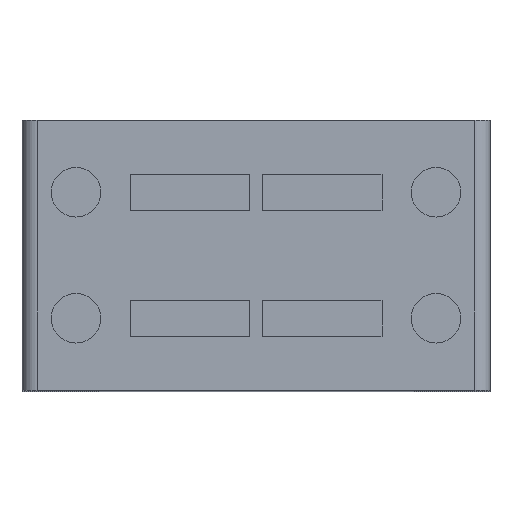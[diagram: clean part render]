
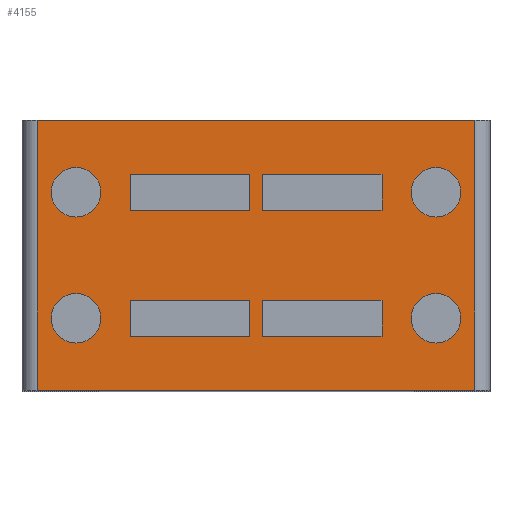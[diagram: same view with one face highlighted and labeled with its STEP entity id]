
A CAD part, top view. The second image highlights one B-rep face of the part: STEP entity #4155.
In plain terms, the highlighted planar face has unit normal (0, 0, 1).
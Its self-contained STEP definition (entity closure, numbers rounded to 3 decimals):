
#939=CARTESIAN_POINT('',(6.,7.75,74.5));
#940=VERTEX_POINT('',#939);
#947=CARTESIAN_POINT('',(6.,2.25,74.5));
#948=VERTEX_POINT('',#947);
#949=CARTESIAN_POINT('',(6.,5.,74.5));
#950=DIRECTION('',(0.,-0.,-1.));
#951=DIRECTION('',(0.,-1.,0.));
#952=AXIS2_PLACEMENT_3D('',#949,#950,#951);
#953=CIRCLE('',#952,2.75);
#954=EDGE_CURVE('',#948,#940,#953,.T.);
#982=CARTESIAN_POINT('',(6.,-6.25,74.5));
#983=VERTEX_POINT('',#982);
#990=CARTESIAN_POINT('',(6.,-11.75,74.5));
#991=VERTEX_POINT('',#990);
#992=CARTESIAN_POINT('',(6.,-9.,74.5));
#993=DIRECTION('',(0.,-0.,-1.));
#994=DIRECTION('',(0.,-1.,0.));
#995=AXIS2_PLACEMENT_3D('',#992,#993,#994);
#996=CIRCLE('',#995,2.75);
#997=EDGE_CURVE('',#991,#983,#996,.T.);
#1025=CARTESIAN_POINT('',(46.,7.75,74.5));
#1026=VERTEX_POINT('',#1025);
#1033=CARTESIAN_POINT('',(46.,2.25,74.5));
#1034=VERTEX_POINT('',#1033);
#1035=CARTESIAN_POINT('',(46.,5.,74.5));
#1036=DIRECTION('',(0.,-0.,-1.));
#1037=DIRECTION('',(0.,-1.,0.));
#1038=AXIS2_PLACEMENT_3D('',#1035,#1036,#1037);
#1039=CIRCLE('',#1038,2.75);
#1040=EDGE_CURVE('',#1034,#1026,#1039,.T.);
#1068=CARTESIAN_POINT('',(46.,-6.25,74.5));
#1069=VERTEX_POINT('',#1068);
#1076=CARTESIAN_POINT('',(46.,-11.75,74.5));
#1077=VERTEX_POINT('',#1076);
#1078=CARTESIAN_POINT('',(46.,-9.,74.5));
#1079=DIRECTION('',(0.,-0.,-1.));
#1080=DIRECTION('',(0.,-1.,0.));
#1081=AXIS2_PLACEMENT_3D('',#1078,#1079,#1080);
#1082=CIRCLE('',#1081,2.75);
#1083=EDGE_CURVE('',#1077,#1069,#1082,.T.);
#1770=CARTESIAN_POINT('',(50.3,-17.,74.5));
#1771=VERTEX_POINT('',#1770);
#1779=CARTESIAN_POINT('',(1.7,-17.,74.5));
#1780=VERTEX_POINT('',#1779);
#1781=CARTESIAN_POINT('',(1.7,-17.,74.5));
#1782=DIRECTION('',(1.,0.,-0.));
#1783=VECTOR('',#1782,48.6);
#1784=LINE('',#1781,#1783);
#1785=EDGE_CURVE('',#1780,#1771,#1784,.T.);
#3536=CARTESIAN_POINT('',(1.7,13.,74.5));
#3537=VERTEX_POINT('',#3536);
#3545=CARTESIAN_POINT('',(50.3,13.,74.5));
#3546=VERTEX_POINT('',#3545);
#3547=CARTESIAN_POINT('',(50.3,13.,74.5));
#3548=DIRECTION('',(-1.,0.,0.));
#3549=VECTOR('',#3548,48.6);
#3550=LINE('',#3547,#3549);
#3551=EDGE_CURVE('',#3546,#3537,#3550,.T.);
#3953=CARTESIAN_POINT('',(1.7,-17.,74.5));
#3954=DIRECTION('',(0.,1.,0.));
#3955=VECTOR('',#3954,30.);
#3956=LINE('',#3953,#3955);
#3957=EDGE_CURVE('',#1780,#3537,#3956,.T.);
#3963=CARTESIAN_POINT('',(26.,13.,74.5));
#3964=DIRECTION('',(0.,0.,1.));
#3965=DIRECTION('',(0.,-1.,0.));
#3966=AXIS2_PLACEMENT_3D('',#3963,#3964,#3965);
#3967=PLANE('',#3966);
#3968=ORIENTED_EDGE('',*,*,#3551,.T.);
#3969=ORIENTED_EDGE('',*,*,#3957,.F.);
#3970=ORIENTED_EDGE('',*,*,#1785,.T.);
#3971=CARTESIAN_POINT('',(50.3,-17.,74.5));
#3972=DIRECTION('',(0.,1.,0.));
#3973=VECTOR('',#3972,30.);
#3974=LINE('',#3971,#3973);
#3975=EDGE_CURVE('',#1771,#3546,#3974,.T.);
#3976=ORIENTED_EDGE('',*,*,#3975,.T.);
#3977=EDGE_LOOP('',(#3968,#3969,#3970,#3976));
#3978=FACE_BOUND('',#3977,.T.);
#3979=ORIENTED_EDGE('',*,*,#954,.T.);
#3980=CARTESIAN_POINT('',(6.,5.,74.5));
#3981=DIRECTION('',(0.,-0.,-1.));
#3982=DIRECTION('',(0.,-1.,0.));
#3983=AXIS2_PLACEMENT_3D('',#3980,#3981,#3982);
#3984=CIRCLE('',#3983,2.75);
#3985=EDGE_CURVE('',#940,#948,#3984,.T.);
#3986=ORIENTED_EDGE('',*,*,#3985,.T.);
#3987=EDGE_LOOP('',(#3979,#3986));
#3988=FACE_BOUND('',#3987,.T.);
#3989=ORIENTED_EDGE('',*,*,#997,.T.);
#3990=CARTESIAN_POINT('',(6.,-9.,74.5));
#3991=DIRECTION('',(0.,-0.,-1.));
#3992=DIRECTION('',(0.,-1.,0.));
#3993=AXIS2_PLACEMENT_3D('',#3990,#3991,#3992);
#3994=CIRCLE('',#3993,2.75);
#3995=EDGE_CURVE('',#983,#991,#3994,.T.);
#3996=ORIENTED_EDGE('',*,*,#3995,.T.);
#3997=EDGE_LOOP('',(#3989,#3996));
#3998=FACE_BOUND('',#3997,.T.);
#3999=ORIENTED_EDGE('',*,*,#1040,.T.);
#4000=CARTESIAN_POINT('',(46.,5.,74.5));
#4001=DIRECTION('',(0.,-0.,-1.));
#4002=DIRECTION('',(0.,-1.,0.));
#4003=AXIS2_PLACEMENT_3D('',#4000,#4001,#4002);
#4004=CIRCLE('',#4003,2.75);
#4005=EDGE_CURVE('',#1026,#1034,#4004,.T.);
#4006=ORIENTED_EDGE('',*,*,#4005,.T.);
#4007=EDGE_LOOP('',(#3999,#4006));
#4008=FACE_BOUND('',#4007,.T.);
#4009=ORIENTED_EDGE('',*,*,#1083,.T.);
#4010=CARTESIAN_POINT('',(46.,-9.,74.5));
#4011=DIRECTION('',(0.,-0.,-1.));
#4012=DIRECTION('',(0.,-1.,0.));
#4013=AXIS2_PLACEMENT_3D('',#4010,#4011,#4012);
#4014=CIRCLE('',#4013,2.75);
#4015=EDGE_CURVE('',#1069,#1077,#4014,.T.);
#4016=ORIENTED_EDGE('',*,*,#4015,.T.);
#4017=EDGE_LOOP('',(#4009,#4016));
#4018=FACE_BOUND('',#4017,.T.);
#4019=CARTESIAN_POINT('',(12.,7.,74.5));
#4020=VERTEX_POINT('',#4019);
#4021=CARTESIAN_POINT('',(25.3,7.,74.5));
#4022=VERTEX_POINT('',#4021);
#4023=CARTESIAN_POINT('',(12.,7.,74.5));
#4024=DIRECTION('',(1.,0.,-0.));
#4025=VECTOR('',#4024,13.3);
#4026=LINE('',#4023,#4025);
#4027=EDGE_CURVE('',#4020,#4022,#4026,.T.);
#4028=ORIENTED_EDGE('',*,*,#4027,.T.);
#4029=CARTESIAN_POINT('',(25.3,3.,74.5));
#4030=VERTEX_POINT('',#4029);
#4031=CARTESIAN_POINT('',(25.3,7.,74.5));
#4032=DIRECTION('',(0.,-1.,0.));
#4033=VECTOR('',#4032,4.);
#4034=LINE('',#4031,#4033);
#4035=EDGE_CURVE('',#4022,#4030,#4034,.T.);
#4036=ORIENTED_EDGE('',*,*,#4035,.T.);
#4037=CARTESIAN_POINT('',(12.,3.,74.5));
#4038=VERTEX_POINT('',#4037);
#4039=CARTESIAN_POINT('',(25.3,3.,74.5));
#4040=DIRECTION('',(-1.,0.,0.));
#4041=VECTOR('',#4040,13.3);
#4042=LINE('',#4039,#4041);
#4043=EDGE_CURVE('',#4030,#4038,#4042,.T.);
#4044=ORIENTED_EDGE('',*,*,#4043,.T.);
#4045=CARTESIAN_POINT('',(12.,3.,74.5));
#4046=DIRECTION('',(0.,1.,0.));
#4047=VECTOR('',#4046,4.);
#4048=LINE('',#4045,#4047);
#4049=EDGE_CURVE('',#4038,#4020,#4048,.T.);
#4050=ORIENTED_EDGE('',*,*,#4049,.T.);
#4051=EDGE_LOOP('',(#4028,#4036,#4044,#4050));
#4052=FACE_BOUND('',#4051,.T.);
#4053=CARTESIAN_POINT('',(12.,-7.,74.5));
#4054=VERTEX_POINT('',#4053);
#4055=CARTESIAN_POINT('',(25.3,-7.,74.5));
#4056=VERTEX_POINT('',#4055);
#4057=CARTESIAN_POINT('',(12.,-7.,74.5));
#4058=DIRECTION('',(1.,0.,-0.));
#4059=VECTOR('',#4058,13.3);
#4060=LINE('',#4057,#4059);
#4061=EDGE_CURVE('',#4054,#4056,#4060,.T.);
#4062=ORIENTED_EDGE('',*,*,#4061,.T.);
#4063=CARTESIAN_POINT('',(25.3,-11.,74.5));
#4064=VERTEX_POINT('',#4063);
#4065=CARTESIAN_POINT('',(25.3,-7.,74.5));
#4066=DIRECTION('',(0.,-1.,0.));
#4067=VECTOR('',#4066,4.);
#4068=LINE('',#4065,#4067);
#4069=EDGE_CURVE('',#4056,#4064,#4068,.T.);
#4070=ORIENTED_EDGE('',*,*,#4069,.T.);
#4071=CARTESIAN_POINT('',(12.,-11.,74.5));
#4072=VERTEX_POINT('',#4071);
#4073=CARTESIAN_POINT('',(25.3,-11.,74.5));
#4074=DIRECTION('',(-1.,0.,0.));
#4075=VECTOR('',#4074,13.3);
#4076=LINE('',#4073,#4075);
#4077=EDGE_CURVE('',#4064,#4072,#4076,.T.);
#4078=ORIENTED_EDGE('',*,*,#4077,.T.);
#4079=CARTESIAN_POINT('',(12.,-11.,74.5));
#4080=DIRECTION('',(0.,1.,0.));
#4081=VECTOR('',#4080,4.);
#4082=LINE('',#4079,#4081);
#4083=EDGE_CURVE('',#4072,#4054,#4082,.T.);
#4084=ORIENTED_EDGE('',*,*,#4083,.T.);
#4085=EDGE_LOOP('',(#4062,#4070,#4078,#4084));
#4086=FACE_BOUND('',#4085,.T.);
#4087=CARTESIAN_POINT('',(26.7,7.,74.5));
#4088=VERTEX_POINT('',#4087);
#4089=CARTESIAN_POINT('',(40.,7.,74.5));
#4090=VERTEX_POINT('',#4089);
#4091=CARTESIAN_POINT('',(26.7,7.,74.5));
#4092=DIRECTION('',(1.,0.,-0.));
#4093=VECTOR('',#4092,13.3);
#4094=LINE('',#4091,#4093);
#4095=EDGE_CURVE('',#4088,#4090,#4094,.T.);
#4096=ORIENTED_EDGE('',*,*,#4095,.T.);
#4097=CARTESIAN_POINT('',(40.,3.,74.5));
#4098=VERTEX_POINT('',#4097);
#4099=CARTESIAN_POINT('',(40.,7.,74.5));
#4100=DIRECTION('',(0.,-1.,0.));
#4101=VECTOR('',#4100,4.);
#4102=LINE('',#4099,#4101);
#4103=EDGE_CURVE('',#4090,#4098,#4102,.T.);
#4104=ORIENTED_EDGE('',*,*,#4103,.T.);
#4105=CARTESIAN_POINT('',(26.7,3.,74.5));
#4106=VERTEX_POINT('',#4105);
#4107=CARTESIAN_POINT('',(40.,3.,74.5));
#4108=DIRECTION('',(-1.,0.,0.));
#4109=VECTOR('',#4108,13.3);
#4110=LINE('',#4107,#4109);
#4111=EDGE_CURVE('',#4098,#4106,#4110,.T.);
#4112=ORIENTED_EDGE('',*,*,#4111,.T.);
#4113=CARTESIAN_POINT('',(26.7,3.,74.5));
#4114=DIRECTION('',(0.,1.,0.));
#4115=VECTOR('',#4114,4.);
#4116=LINE('',#4113,#4115);
#4117=EDGE_CURVE('',#4106,#4088,#4116,.T.);
#4118=ORIENTED_EDGE('',*,*,#4117,.T.);
#4119=EDGE_LOOP('',(#4096,#4104,#4112,#4118));
#4120=FACE_BOUND('',#4119,.T.);
#4121=CARTESIAN_POINT('',(26.7,-7.,74.5));
#4122=VERTEX_POINT('',#4121);
#4123=CARTESIAN_POINT('',(40.,-7.,74.5));
#4124=VERTEX_POINT('',#4123);
#4125=CARTESIAN_POINT('',(26.7,-7.,74.5));
#4126=DIRECTION('',(1.,0.,-0.));
#4127=VECTOR('',#4126,13.3);
#4128=LINE('',#4125,#4127);
#4129=EDGE_CURVE('',#4122,#4124,#4128,.T.);
#4130=ORIENTED_EDGE('',*,*,#4129,.T.);
#4131=CARTESIAN_POINT('',(40.,-11.,74.5));
#4132=VERTEX_POINT('',#4131);
#4133=CARTESIAN_POINT('',(40.,-7.,74.5));
#4134=DIRECTION('',(0.,-1.,0.));
#4135=VECTOR('',#4134,4.);
#4136=LINE('',#4133,#4135);
#4137=EDGE_CURVE('',#4124,#4132,#4136,.T.);
#4138=ORIENTED_EDGE('',*,*,#4137,.T.);
#4139=CARTESIAN_POINT('',(26.7,-11.,74.5));
#4140=VERTEX_POINT('',#4139);
#4141=CARTESIAN_POINT('',(40.,-11.,74.5));
#4142=DIRECTION('',(-1.,0.,0.));
#4143=VECTOR('',#4142,13.3);
#4144=LINE('',#4141,#4143);
#4145=EDGE_CURVE('',#4132,#4140,#4144,.T.);
#4146=ORIENTED_EDGE('',*,*,#4145,.T.);
#4147=CARTESIAN_POINT('',(26.7,-11.,74.5));
#4148=DIRECTION('',(0.,1.,0.));
#4149=VECTOR('',#4148,4.);
#4150=LINE('',#4147,#4149);
#4151=EDGE_CURVE('',#4140,#4122,#4150,.T.);
#4152=ORIENTED_EDGE('',*,*,#4151,.T.);
#4153=EDGE_LOOP('',(#4130,#4138,#4146,#4152));
#4154=FACE_BOUND('',#4153,.T.);
#4155=ADVANCED_FACE('NONE',(#3978,#3988,#3998,#4008,#4018,#4052,#4086,#4120,#4154),#3967,.T.);
